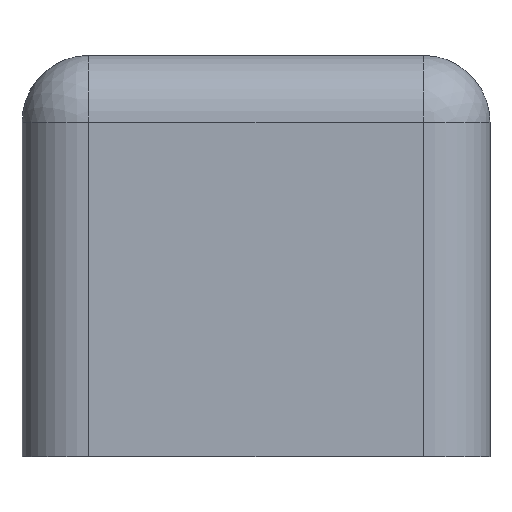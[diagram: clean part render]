
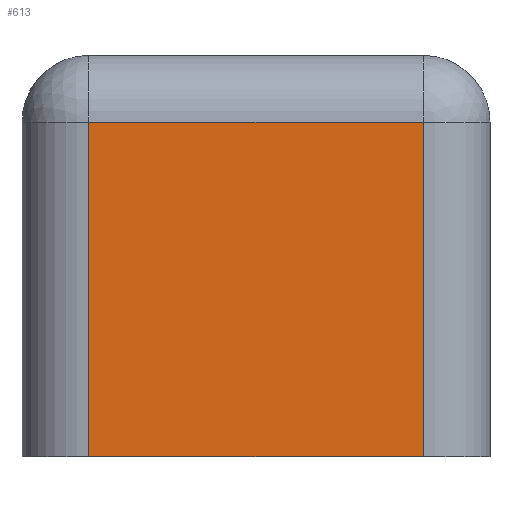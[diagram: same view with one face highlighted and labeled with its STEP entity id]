
A CAD part, left-side view. The second image highlights one B-rep face of the part: STEP entity #613.
In plain terms, the highlighted planar face has unit normal (-1, 0, 0).
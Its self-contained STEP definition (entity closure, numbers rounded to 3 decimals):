
#40=PLANE($,#667);
#44=LINE($,#866,#112);
#51=LINE($,#896,#119);
#55=LINE($,#902,#123);
#60=LINE($,#911,#128);
#112=VECTOR($,#697,5.);
#119=VECTOR($,#730,5.);
#123=VECTOR($,#738,5.);
#128=VECTOR($,#751,5.);
#216=FACE_OUTER_BOUND($,#254,.T.);
#254=EDGE_LOOP($,(#564,#565,#566,#567));
#279=VERTEX_POINT($,#859);
#281=VERTEX_POINT($,#864);
#287=VERTEX_POINT($,#885);
#290=VERTEX_POINT($,#892);
#334=EDGE_CURVE($,#281,#279,#44,.T.);
#349=EDGE_CURVE($,#287,#290,#51,.T.);
#353=EDGE_CURVE($,#279,#287,#55,.T.);
#358=EDGE_CURVE($,#281,#290,#60,.T.);
#564=ORIENTED_EDGE($,*,*,#334,.F.);
#565=ORIENTED_EDGE($,*,*,#358,.T.);
#566=ORIENTED_EDGE($,*,*,#349,.F.);
#567=ORIENTED_EDGE($,*,*,#353,.F.);
#613=ADVANCED_FACE($,(#216),#40,.T.);
#667=AXIS2_PLACEMENT_3D($,#1011,#837,#838);
#697=DIRECTION($,(0.,0.,1.));
#730=DIRECTION($,(0.,0.,-1.));
#738=DIRECTION($,(0.,-1.,0.));
#751=DIRECTION($,(0.,-1.,0.));
#837=DIRECTION('center_axis',(-1.,0.,0.));
#838=DIRECTION('ref_axis',(0.,-1.,0.));
#859=CARTESIAN_POINT('',(0.,6.,5.));
#864=CARTESIAN_POINT('',(0.,6.,0.));
#866=CARTESIAN_POINT($,(0.,6.,0.));
#885=CARTESIAN_POINT('',(0.,1.,5.));
#892=CARTESIAN_POINT('',(0.,1.,0.));
#896=CARTESIAN_POINT($,(0.,1.,0.));
#902=CARTESIAN_POINT($,(0.,5.25,5.));
#911=CARTESIAN_POINT($,(0.,7.,0.));
#1011=CARTESIAN_POINT('Origin',(0.,7.,0.));
